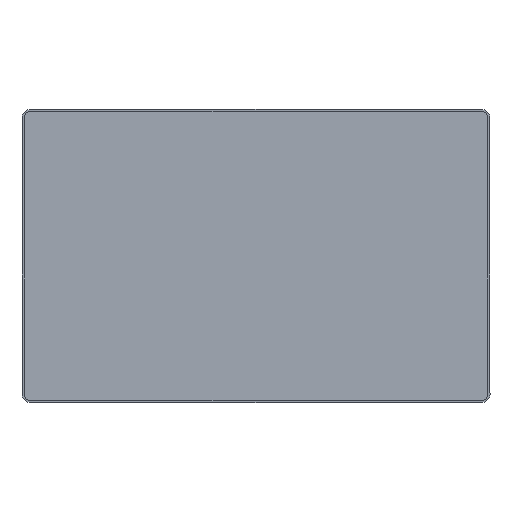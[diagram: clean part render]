
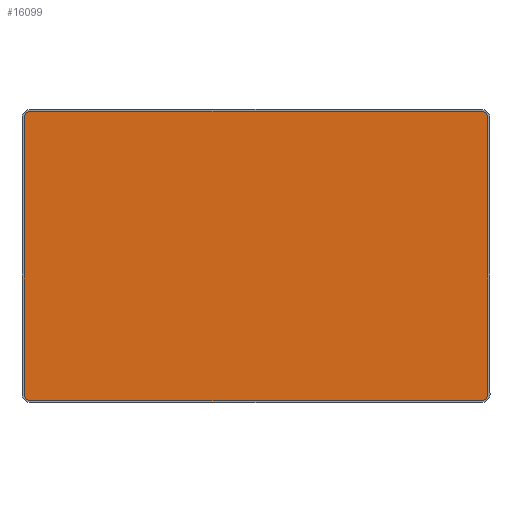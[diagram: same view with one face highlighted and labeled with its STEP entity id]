
A CAD part, top view. The second image highlights one B-rep face of the part: STEP entity #16099.
In plain terms, the highlighted planar face has unit normal (0, 0, 1).
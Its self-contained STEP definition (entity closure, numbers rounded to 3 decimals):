
#667 = FACE_OUTER_BOUND ( 'NONE', #35935, .T. ) ;
#969 = EDGE_CURVE ( 'NONE', #22035, #39978, #13555, .T. ) ;
#2271 = DIRECTION ( 'NONE',  ( 1., 0., 0. ) ) ;
#2635 = CARTESIAN_POINT ( 'NONE',  ( 106.812, 65.3, 0.15 ) ) ;
#2765 = CARTESIAN_POINT ( 'NONE',  ( 2.012, 65.3, 0.15 ) ) ;
#2774 = CARTESIAN_POINT ( 'NONE',  ( 105.312, 66.8, 0.15 ) ) ;
#2977 = DIRECTION ( 'NONE',  ( 0., -1., 0. ) ) ;
#3160 = CARTESIAN_POINT ( 'NONE',  ( 2.012, 2., 0.15 ) ) ;
#3679 = EDGE_CURVE ( 'NONE', #23084, #38302, #43276, .T. ) ;
#3815 = ORIENTED_EDGE ( 'NONE', *, *, #11343, .T. ) ;
#4542 = AXIS2_PLACEMENT_3D ( 'NONE', #45001, #41638, #26935 ) ;
#5396 = VERTEX_POINT ( 'NONE', #42387 ) ;
#6747 = ORIENTED_EDGE ( 'NONE', *, *, #969, .T. ) ;
#8368 = DIRECTION ( 'NONE',  ( 1., 0., 0. ) ) ;
#8975 = CARTESIAN_POINT ( 'NONE',  ( 105.312, 65.3, 0.15 ) ) ;
#10054 = LINE ( 'NONE', #11705, #29321 ) ;
#10201 = VERTEX_POINT ( 'NONE', #21890 ) ;
#11343 = EDGE_CURVE ( 'NONE', #45708, #35268, #42951, .T. ) ;
#11549 = EDGE_CURVE ( 'NONE', #10201, #5396, #10054, .T. ) ;
#11705 = CARTESIAN_POINT ( 'NONE',  ( 105.312, 0.5, 0.15 ) ) ;
#12669 = ORIENTED_EDGE ( 'NONE', *, *, #37842, .T. ) ;
#13555 = LINE ( 'NONE', #28654, #31648 ) ;
#15387 = CARTESIAN_POINT ( 'NONE',  ( 2.012, 65.3, 0.15 ) ) ;
#15441 = EDGE_CURVE ( 'NONE', #5396, #45708, #40692, .T. ) ;
#16099 = ADVANCED_FACE ( 'NONE', ( #667 ), #23994, .T. ) ;
#16734 = ORIENTED_EDGE ( 'NONE', *, *, #42453, .T. ) ;
#16814 = CARTESIAN_POINT ( 'NONE',  ( 106.812, 2., 0.15 ) ) ;
#20387 = EDGE_CURVE ( 'NONE', #35268, #23084, #36705, .T. ) ;
#21052 = CARTESIAN_POINT ( 'NONE',  ( 105.312, 66.8, 0.15 ) ) ;
#21890 = CARTESIAN_POINT ( 'NONE',  ( 2.012, 0.5, 0.15 ) ) ;
#22035 = VERTEX_POINT ( 'NONE', #23368 ) ;
#23084 = VERTEX_POINT ( 'NONE', #2774 ) ;
#23368 = CARTESIAN_POINT ( 'NONE',  ( 0.512, 65.3, 0.15 ) ) ;
#23994 = PLANE ( 'NONE',  #37906 ) ;
#25566 = AXIS2_PLACEMENT_3D ( 'NONE', #8975, #30361, #8368 ) ;
#26235 = DIRECTION ( 'NONE',  ( 1., 0., 0. ) ) ;
#26935 = DIRECTION ( 'NONE',  ( 1., 0., 0. ) ) ;
#28654 = CARTESIAN_POINT ( 'NONE',  ( 0.512, 2., 0.15 ) ) ;
#28847 = DIRECTION ( 'NONE',  ( 0., 0., 1. ) ) ;
#29321 = VECTOR ( 'NONE', #26235, 1000. ) ;
#29661 = ORIENTED_EDGE ( 'NONE', *, *, #11549, .T. ) ;
#30361 = DIRECTION ( 'NONE',  ( 0., 0., 1. ) ) ;
#31148 = AXIS2_PLACEMENT_3D ( 'NONE', #15387, #40683, #44333 ) ;
#31648 = VECTOR ( 'NONE', #2977, 1000. ) ;
#32982 = ORIENTED_EDGE ( 'NONE', *, *, #20387, .T. ) ;
#33326 = VECTOR ( 'NONE', #43183, 1000. ) ;
#35268 = VERTEX_POINT ( 'NONE', #2635 ) ;
#35776 = CARTESIAN_POINT ( 'NONE',  ( 106.812, 2., 0.15 ) ) ;
#35935 = EDGE_LOOP ( 'NONE', ( #16734, #6747, #12669, #29661, #36536, #3815, #32982, #38821 ) ) ;
#36536 = ORIENTED_EDGE ( 'NONE', *, *, #15441, .T. ) ;
#36705 = CIRCLE ( 'NONE', #25566, 1.5 ) ;
#36718 = CIRCLE ( 'NONE', #31148, 1.5 ) ;
#37033 = CIRCLE ( 'NONE', #46606, 1.5 ) ;
#37842 = EDGE_CURVE ( 'NONE', #39978, #10201, #37033, .T. ) ;
#37906 = AXIS2_PLACEMENT_3D ( 'NONE', #2765, #42547, #2271 ) ;
#38302 = VERTEX_POINT ( 'NONE', #38799 ) ;
#38799 = CARTESIAN_POINT ( 'NONE',  ( 2.012, 66.8, 0.15 ) ) ;
#38821 = ORIENTED_EDGE ( 'NONE', *, *, #3679, .T. ) ;
#39471 = DIRECTION ( 'NONE',  ( 1., 0., 0. ) ) ;
#39978 = VERTEX_POINT ( 'NONE', #42256 ) ;
#40683 = DIRECTION ( 'NONE',  ( 0., 0., 1. ) ) ;
#40692 = CIRCLE ( 'NONE', #4542, 1.5 ) ;
#41638 = DIRECTION ( 'NONE',  ( 0., 0., 1. ) ) ;
#42256 = CARTESIAN_POINT ( 'NONE',  ( 0.512, 2., 0.15 ) ) ;
#42387 = CARTESIAN_POINT ( 'NONE',  ( 105.312, 0.5, 0.15 ) ) ;
#42453 = EDGE_CURVE ( 'NONE', #38302, #22035, #36718, .T. ) ;
#42547 = DIRECTION ( 'NONE',  ( 0., 0., 1. ) ) ;
#42942 = DIRECTION ( 'NONE',  ( -1., 0., 0. ) ) ;
#42951 = LINE ( 'NONE', #35776, #33326 ) ;
#43183 = DIRECTION ( 'NONE',  ( 0., 1., 0. ) ) ;
#43276 = LINE ( 'NONE', #21052, #44424 ) ;
#44333 = DIRECTION ( 'NONE',  ( 1., 0., 0. ) ) ;
#44424 = VECTOR ( 'NONE', #42942, 1000. ) ;
#45001 = CARTESIAN_POINT ( 'NONE',  ( 105.312, 2., 0.15 ) ) ;
#45708 = VERTEX_POINT ( 'NONE', #16814 ) ;
#46606 = AXIS2_PLACEMENT_3D ( 'NONE', #3160, #28847, #39471 ) ;
